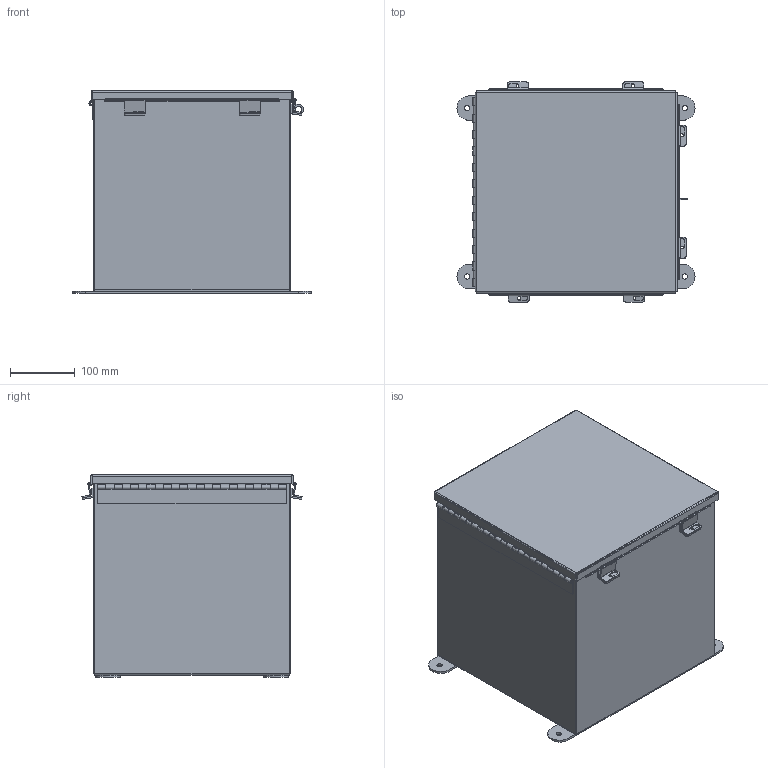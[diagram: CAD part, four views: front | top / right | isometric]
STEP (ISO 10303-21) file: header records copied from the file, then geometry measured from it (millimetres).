
FILE_DESCRIPTION (( 'STEP AP203' ), '1' );
FILE_NAME ('N121212SSCHTR.STEP', '2014-07-18T18:09:14', ( 'changeme' ), ( 'Microsoft' ), 'SwSTEP 2.0', 'SolidWorks 2013', '' );
FILE_SCHEMA (( 'CONFIG_CONTROL_DESIGN' ));
Length unit declared in the file: inch
Products named in the file (13): N121212SSCHTR; N121212SSCHTR JIC_Cover_Template; N121212SSCHTR JIC Clamp Bracket; N121212SSCHTR JIC Enclosure Template; N121212SSCHTR JIC Cover Clamp; N121212SSCHTR Hinge Body Side; N121212SSCHTR JIC Top; N121212SSCHTR JIC Bottom; N121212SSCHTR HW-CD-S-25020-034; HW-CLH-JH-20154; N121212SSCHTR Hinge Cover Side JIC; N121212SSCHTR JIC Mounting Bracket; N121212SSCHTR _JIC Hinge
Assembly tree (24 placements, depth 3):
  N121212SSCHTR
    N121212SSCHTR JIC Enclosure Template
    N121212SSCHTR _JIC Hinge
      N121212SSCHTR Hinge Body Side
      N121212SSCHTR Hinge Cover Side JIC
    N121212SSCHTR JIC_Cover_Template
    N121212SSCHTR JIC Clamp Bracket  x6
    N121212SSCHTR JIC Cover Clamp  x6
    N121212SSCHTR JIC Top
    N121212SSCHTR JIC Bottom
    N121212SSCHTR HW-CD-S-25020-034  x2
    HW-CLH-JH-20154
    N121212SSCHTR JIC Mounting Bracket  x2
Bounding box: 368.3 x 340.53 x 313.36 mm (x, y, z)
Volume: 1249377.4 mm3; surface area: 1296807.5 mm2
Topology: 23 solids, 23 shells, 728 faces, 1721 edges, 1041 vertices
Faces by surface type: plane 465, cylinder 243, bspline 8, torus 8, cone 4
Entity records: 15902 total; most frequent: CARTESIAN_POINT 2795, DIRECTION 2457, ORIENTED_EDGE 2320, EDGE_CURVE 1160, VECTOR 819, LINE 819, AXIS2_PLACEMENT_3D 819, VERTEX_POINT 709
